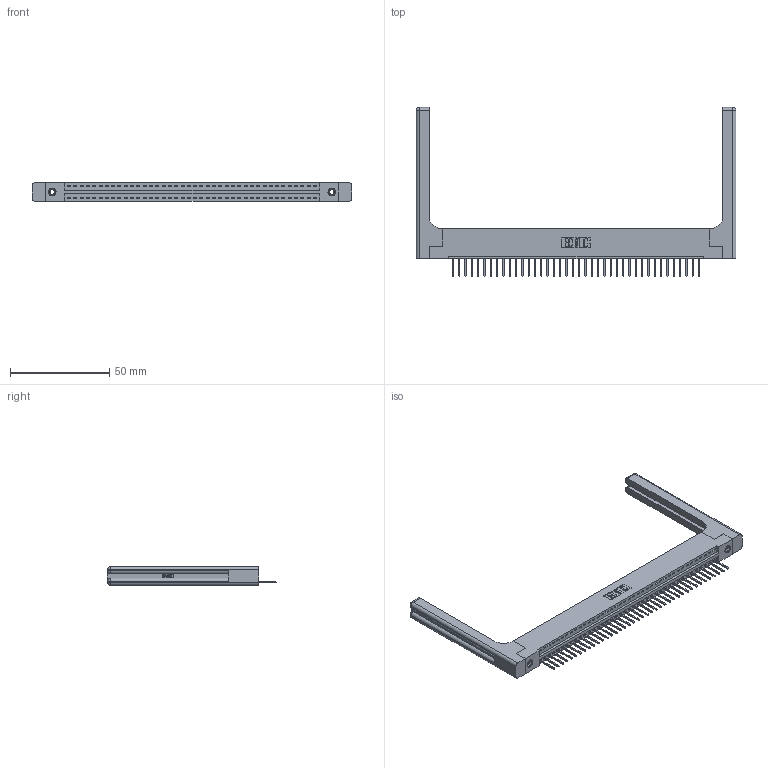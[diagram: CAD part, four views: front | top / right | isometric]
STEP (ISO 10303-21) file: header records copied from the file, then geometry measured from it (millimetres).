
FILE_DESCRIPTION (( 'STEP AP203' ), '1' );
FILE_NAME ('346-040-526-158.STEP', '2022-05-07T09:30:13', ( '' ), ( '' ), 'SwSTEP 2.0', 'SolidWorks 2020', '' );
FILE_SCHEMA (( 'CONFIG_CONTROL_DESIGN' ));
Length unit declared in the file: inch
Products named in the file (5): 346-040-526-158; 345-250-001_345-250-001-102; 346-220-058_345-220-058; 346 Part_Flush Mounting Lugs - 0.156 Dia-TH; 345-292-001_345-293-126
Assembly tree (45 placements, depth 2):
  346-040-526-158
    346 Part_Flush Mounting Lugs - 0.156 Dia-TH
    345-292-001_345-293-126  x40
    345-250-001_345-250-001-102  x2
    346-220-058_345-220-058  x2
Bounding box: 161.06 x 85.09 x 9.4 mm (x, y, z)
Volume: 22871.8 mm3; surface area: 24331.1 mm2
Topology: 45 solids, 45 shells, 2712 faces, 8071 edges, 5306 vertices
Faces by surface type: plane 1838, cylinder 814, bspline 36, cone 12, sphere 8, torus 4
Entity records: 30710 total; most frequent: CARTESIAN_POINT 6247, ORIENTED_EDGE 5016, DIRECTION 4444, EDGE_CURVE 2508, VECTOR 2124, LINE 2124, VERTEX_POINT 1662, AXIS2_PLACEMENT_3D 1160
